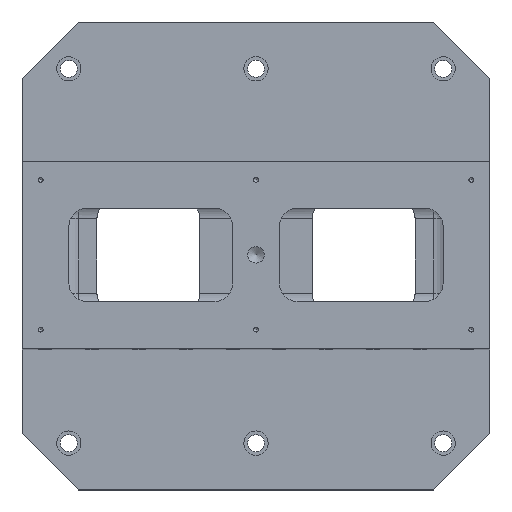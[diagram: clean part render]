
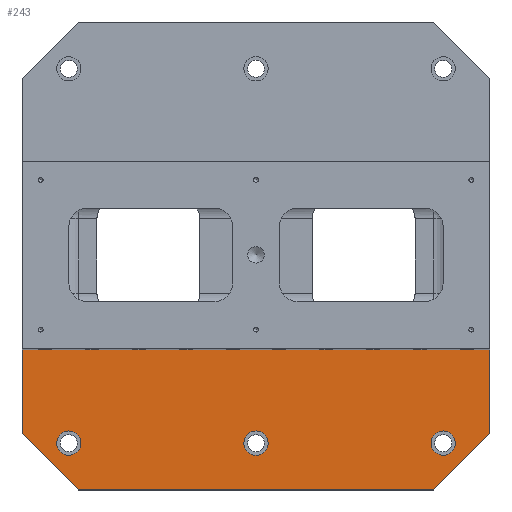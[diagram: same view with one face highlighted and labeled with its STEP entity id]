
A CAD part, top view. The second image highlights one B-rep face of the part: STEP entity #243.
In plain terms, the highlighted planar face has unit normal (0, 0, 1).
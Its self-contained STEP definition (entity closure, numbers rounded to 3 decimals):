
#243 = ADVANCED_FACE( '', ( #1447, #1448, #1449, #1450 ), #1451, .T. );
#1447 = FACE_BOUND( '', #3403, .T. );
#1448 = FACE_BOUND( '', #3404, .T. );
#1449 = FACE_BOUND( '', #3405, .T. );
#1450 = FACE_OUTER_BOUND( '', #3406, .T. );
#1451 = PLANE( '', #3407 );
#3403 = EDGE_LOOP( '', ( #5932 ) );
#3404 = EDGE_LOOP( '', ( #5933 ) );
#3405 = EDGE_LOOP( '', ( #5934 ) );
#3406 = EDGE_LOOP( '', ( #5935, #5936, #5937, #5938, #5939, #5940 ) );
#3407 = AXIS2_PLACEMENT_3D( '', #5941, #5942, #5943 );
#5932 = ORIENTED_EDGE( '', *, *, #8888, .T. );
#5933 = ORIENTED_EDGE( '', *, *, #8895, .T. );
#5934 = ORIENTED_EDGE( '', *, *, #8899, .T. );
#5935 = ORIENTED_EDGE( '', *, *, #9013, .T. );
#5936 = ORIENTED_EDGE( '', *, *, #9010, .T. );
#5937 = ORIENTED_EDGE( '', *, *, #8807, .T. );
#5938 = ORIENTED_EDGE( '', *, *, #8798, .T. );
#5939 = ORIENTED_EDGE( '', *, *, #8802, .T. );
#5940 = ORIENTED_EDGE( '', *, *, #8393, .T. );
#5941 = CARTESIAN_POINT( '', ( -250., -250., 50. ) );
#5942 = DIRECTION( '', ( 0., 0., 1. ) );
#5943 = DIRECTION( '', ( 1., 0., 0. ) );
#8393 = EDGE_CURVE( '', #9538, #9539, #9540, .F. );
#8798 = EDGE_CURVE( '', #10335, #10337, #10339, .T. );
#8802 = EDGE_CURVE( '', #10337, #9538, #10345, .T. );
#8807 = EDGE_CURVE( '', #10354, #10335, #10355, .T. );
#8888 = EDGE_CURVE( '', #10450, #10450, #10451, .T. );
#8895 = EDGE_CURVE( '', #10464, #10464, #10465, .T. );
#8899 = EDGE_CURVE( '', #10472, #10472, #10473, .T. );
#9010 = EDGE_CURVE( '', #10658, #10354, #10659, .F. );
#9013 = EDGE_CURVE( '', #9539, #10658, #10663, .T. );
#9538 = VERTEX_POINT( '', #11401 );
#9539 = VERTEX_POINT( '', #11402 );
#9540 = LINE( '', #11403, #11404 );
#10335 = VERTEX_POINT( '', #12246 );
#10337 = VERTEX_POINT( '', #12249 );
#10339 = LINE( '', #12252, #12253 );
#10345 = LINE( '', #12262, #12263 );
#10354 = VERTEX_POINT( '', #12275 );
#10355 = LINE( '', #12276, #12277 );
#10450 = VERTEX_POINT( '', #12426 );
#10451 = CIRCLE( '', #12427, 13. );
#10464 = VERTEX_POINT( '', #12440 );
#10465 = CIRCLE( '', #12441, 13. );
#10472 = VERTEX_POINT( '', #12448 );
#10473 = CIRCLE( '', #12449, 13. );
#10658 = VERTEX_POINT( '', #13027 );
#10659 = LINE( '', #13028, #13029 );
#10663 = LINE( '', #13035, #13036 );
#11401 = CARTESIAN_POINT( '', ( -250., -190., 50. ) );
#11402 = CARTESIAN_POINT( '', ( -190., -250., 50. ) );
#11403 = CARTESIAN_POINT( '', ( -220., -220., 50. ) );
#11404 = VECTOR( '', #14183, 1000. );
#12246 = CARTESIAN_POINT( '', ( 250., -100., 50. ) );
#12249 = CARTESIAN_POINT( '', ( -250., -100., 50. ) );
#12252 = CARTESIAN_POINT( '', ( -250., -100., 50. ) );
#12253 = VECTOR( '', #15292, 1000. );
#12262 = CARTESIAN_POINT( '', ( -250., 250., 50. ) );
#12263 = VECTOR( '', #15296, 1000. );
#12275 = CARTESIAN_POINT( '', ( 250., -190., 50. ) );
#12276 = CARTESIAN_POINT( '', ( 250., -250., 50. ) );
#12277 = VECTOR( '', #15303, 1000. );
#12426 = CARTESIAN_POINT( '', ( -200., -213., 50. ) );
#12427 = AXIS2_PLACEMENT_3D( '', #15435, #15436, #15437 );
#12440 = CARTESIAN_POINT( '', ( 0., -213., 50. ) );
#12441 = AXIS2_PLACEMENT_3D( '', #15456, #15457, #15458 );
#12448 = CARTESIAN_POINT( '', ( 200., -213., 50. ) );
#12449 = AXIS2_PLACEMENT_3D( '', #15468, #15469, #15470 );
#13027 = CARTESIAN_POINT( '', ( 190., -250., 50. ) );
#13028 = CARTESIAN_POINT( '', ( -30., -470., 50. ) );
#13029 = VECTOR( '', #15675, 1000. );
#13035 = CARTESIAN_POINT( '', ( -250., -250., 50. ) );
#13036 = VECTOR( '', #15678, 1000. );
#14183 = DIRECTION( '', ( -0.707, 0.707, 0. ) );
#15292 = DIRECTION( '', ( -1., 0., 0. ) );
#15296 = DIRECTION( '', ( 0., -1., 0. ) );
#15303 = DIRECTION( '', ( 0., 1., 0. ) );
#15435 = CARTESIAN_POINT( '', ( -200., -200., 50. ) );
#15436 = DIRECTION( '', ( 0., 0., -1. ) );
#15437 = DIRECTION( '', ( 0., -1., 0. ) );
#15456 = CARTESIAN_POINT( '', ( 0., -200., 50. ) );
#15457 = DIRECTION( '', ( 0., 0., -1. ) );
#15458 = DIRECTION( '', ( 0., -1., 0. ) );
#15468 = CARTESIAN_POINT( '', ( 200., -200., 50. ) );
#15469 = DIRECTION( '', ( 0., 0., -1. ) );
#15470 = DIRECTION( '', ( 0., -1., 0. ) );
#15675 = DIRECTION( '', ( -0.707, -0.707, 0. ) );
#15678 = DIRECTION( '', ( 1., 0., 0. ) );
